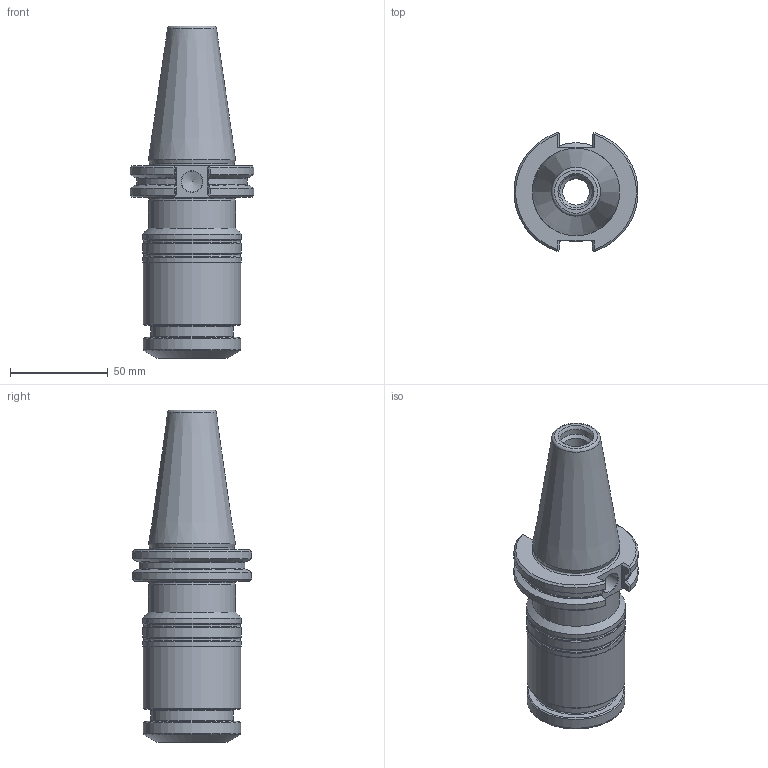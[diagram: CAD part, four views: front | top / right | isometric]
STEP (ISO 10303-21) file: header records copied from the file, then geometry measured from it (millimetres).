
FILE_DESCRIPTION(/* description */ (''),/* implementation_level */ '2;1');
FILE_NAME(/* name */ '434073254.stp',/* time_stamp */ '2021-01-12T12:05:27',/* author */ ('LRA'),/* organization */ ('REGO-FIX'),/* preprocessor_version */ ' Unknown',/* originating_system */ 'SIEMENS PLM Software Solid Edge ST10',/* authorization */ 'Unknown');
FILE_SCHEMA (('AUTOMOTIVE_DESIGN { 1 0 10303 214 2 1 1}'));
Length unit declared in the file: millimetre
Products named in the file (1): NOCUT
Bounding box: 63.28 x 60.79 x 169.47 mm (x, y, z)
Volume: 193949.1 mm3; surface area: 40921.1 mm2
Topology: 1 solids, 1 shells, 102 faces, 259 edges, 163 vertices
Faces by surface type: plane 33, cone 25, cylinder 22, torus 14, bspline 8
Full cylindrical faces by diameter (mm): 10.7 x1, 13.53 x2, 16.5 x1, 33 x1, 42 x1, 44.45 x1, 50 x2, 50.5 x3
Entity records: 3699 total; most frequent: CARTESIAN_POINT 780, ORIENTED_EDGE 430, DIRECTION 415, EDGE_CURVE 215, AXIS2_PLACEMENT_3D 175, VERTEX_POINT 159, FACE_BOUND 148, EDGE_LOOP 147
